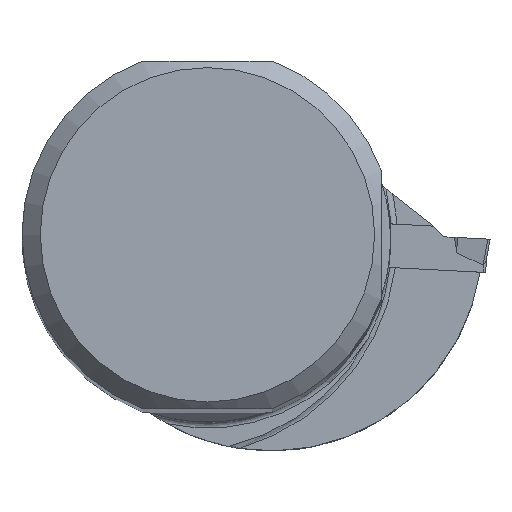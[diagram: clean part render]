
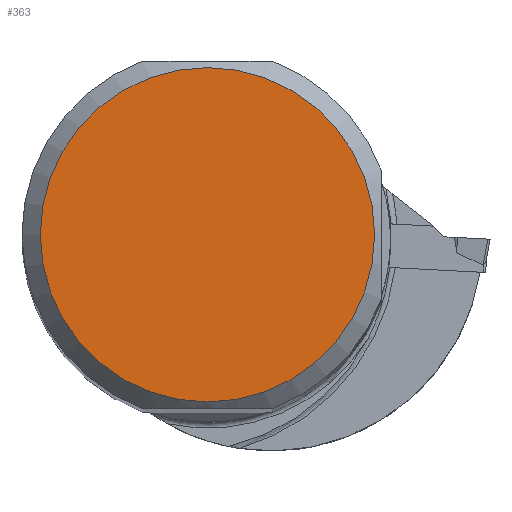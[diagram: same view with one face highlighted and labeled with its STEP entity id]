
A CAD part, top view. The second image highlights one B-rep face of the part: STEP entity #363.
In plain terms, the highlighted planar face has unit normal (0, 0, 1).
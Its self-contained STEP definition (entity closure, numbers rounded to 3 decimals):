
#147=PLANE('',#1349);
#363=ADVANCED_FACE('',(#427),#147,.F.);
#427=FACE_OUTER_BOUND('',#490,.T.);
#490=EDGE_LOOP('',(#684));
#540=CIRCLE('',#1335,22.9);
#684=ORIENTED_EDGE('',*,*,#1086,.F.);
#956=VERTEX_POINT('',#1981);
#1086=EDGE_CURVE('',#956,#956,#540,.T.);
#1335=AXIS2_PLACEMENT_3D('',#1980,#1492,#1493);
#1349=AXIS2_PLACEMENT_3D('',#1995,#1520,#1521);
#1492=DIRECTION('',(0.,0.,-1.));
#1493=DIRECTION('',(0.,1.,0.));
#1520=DIRECTION('',(0.,0.,-1.));
#1521=DIRECTION('',(0.,1.,0.));
#1980=CARTESIAN_POINT('',(0.,0.,0.));
#1981=CARTESIAN_POINT('',(0.,22.9,0.));
#1995=CARTESIAN_POINT('',(0.,0.,0.));
